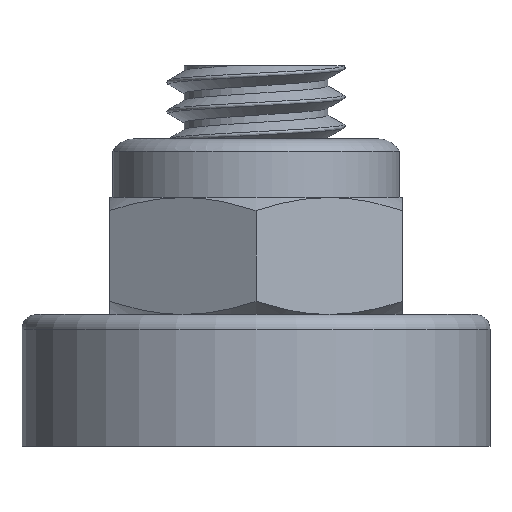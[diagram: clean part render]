
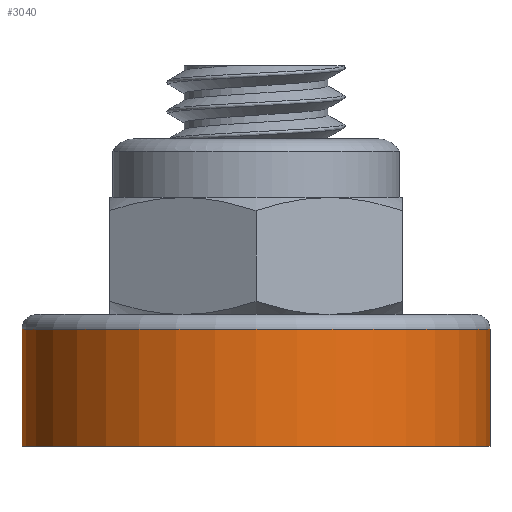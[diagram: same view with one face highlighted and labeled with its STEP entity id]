
A CAD part, front view. The second image highlights one B-rep face of the part: STEP entity #3040.
In plain terms, the highlighted cylindrical face has radius 8 mm (diameter 16 mm), a partial arc.
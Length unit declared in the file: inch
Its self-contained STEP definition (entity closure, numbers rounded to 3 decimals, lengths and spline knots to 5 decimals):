
#63 = AXIS2_PLACEMENT_3D ( 'NONE', #4592, #2322, #3093 ) ;
#176 = ORIENTED_EDGE ( 'NONE', *, *, #1133, .T. ) ;
#260 = LINE ( 'NONE', #4502, #3460 ) ;
#354 = CARTESIAN_POINT ( 'NONE',  ( -0.31496, 0., -0.25591 ) ) ;
#372 = ORIENTED_EDGE ( 'NONE', *, *, #3521, .F. ) ;
#395 = VERTEX_POINT ( 'NONE', #609 ) ;
#470 = CIRCLE ( 'NONE', #3866, 0.31496 ) ;
#502 = CARTESIAN_POINT ( 'NONE',  ( 0., 0., -0.09843 ) ) ;
#566 = EDGE_CURVE ( 'NONE', #2153, #665, #260, .T. ) ;
#609 = CARTESIAN_POINT ( 'NONE',  ( -0.31496, 0., -0.25591 ) ) ;
#665 = VERTEX_POINT ( 'NONE', #4182 ) ;
#826 = DIRECTION ( 'NONE',  ( 0., 0., 1. ) ) ;
#1103 = VECTOR ( 'NONE', #2212, 39.37008 ) ;
#1133 = EDGE_CURVE ( 'NONE', #395, #665, #3316, .T. ) ;
#1329 = CARTESIAN_POINT ( 'NONE',  ( 0., 0., -0.25591 ) ) ;
#1485 = ORIENTED_EDGE ( 'NONE', *, *, #2229, .T. ) ;
#1510 = EDGE_LOOP ( 'NONE', ( #372, #1485, #176, #2480 ) ) ;
#1699 = DIRECTION ( 'NONE',  ( 0., 0., 1. ) ) ;
#1808 = VERTEX_POINT ( 'NONE', #3209 ) ;
#1894 = AXIS2_PLACEMENT_3D ( 'NONE', #1329, #1699, #3235 ) ;
#2153 = VERTEX_POINT ( 'NONE', #3549 ) ;
#2212 = DIRECTION ( 'NONE',  ( 0., 0., -1. ) ) ;
#2229 = EDGE_CURVE ( 'NONE', #1808, #395, #4476, .T. ) ;
#2322 = DIRECTION ( 'NONE',  ( 0., 0., -1. ) ) ;
#2480 = ORIENTED_EDGE ( 'NONE', *, *, #566, .F. ) ;
#3040 = ADVANCED_FACE ( 'NONE', ( #4291 ), #3068, .T. ) ;
#3068 = CYLINDRICAL_SURFACE ( 'NONE', #63, 0.31496 ) ;
#3093 = DIRECTION ( 'NONE',  ( 1., 0., 0. ) ) ;
#3209 = CARTESIAN_POINT ( 'NONE',  ( -0.31496, 0., -0.09843 ) ) ;
#3235 = DIRECTION ( 'NONE',  ( 1., 0., 0. ) ) ;
#3316 = CIRCLE ( 'NONE', #1894, 0.31496 ) ;
#3460 = VECTOR ( 'NONE', #4458, 39.37008 ) ;
#3518 = DIRECTION ( 'NONE',  ( 1., 0., 0. ) ) ;
#3521 = EDGE_CURVE ( 'NONE', #1808, #2153, #470, .T. ) ;
#3549 = CARTESIAN_POINT ( 'NONE',  ( 0.31496, 0., -0.09843 ) ) ;
#3866 = AXIS2_PLACEMENT_3D ( 'NONE', #502, #826, #3518 ) ;
#4182 = CARTESIAN_POINT ( 'NONE',  ( 0.31496, 0., -0.25591 ) ) ;
#4291 = FACE_OUTER_BOUND ( 'NONE', #1510, .T. ) ;
#4458 = DIRECTION ( 'NONE',  ( 0., 0., -1. ) ) ;
#4476 = LINE ( 'NONE', #354, #1103 ) ;
#4502 = CARTESIAN_POINT ( 'NONE',  ( 0.31496, 0., -0.25591 ) ) ;
#4592 = CARTESIAN_POINT ( 'NONE',  ( 0., 0., -0.25591 ) ) ;
